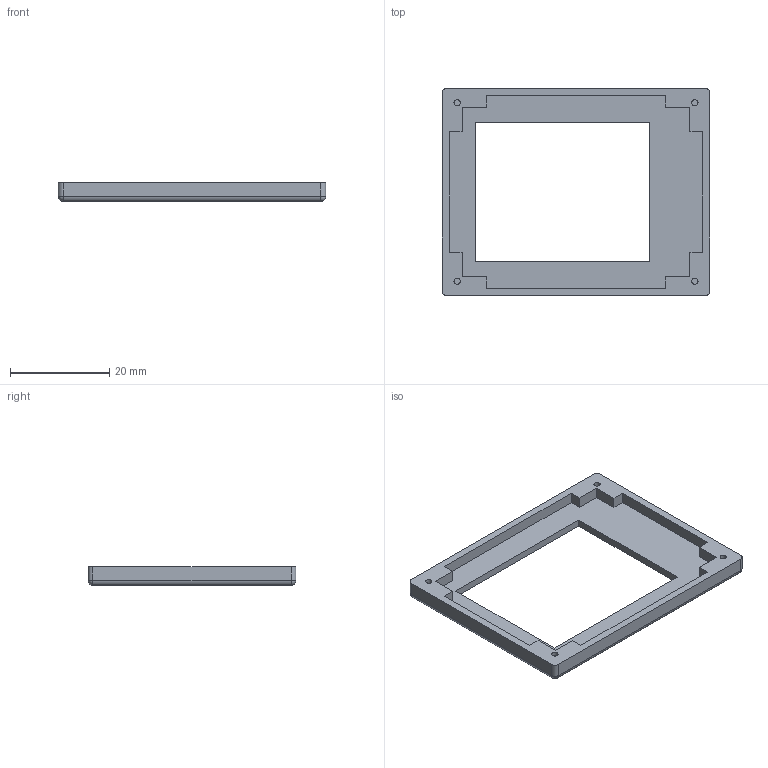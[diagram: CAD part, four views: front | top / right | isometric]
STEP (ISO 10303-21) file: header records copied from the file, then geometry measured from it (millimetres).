
FILE_DESCRIPTION (( 'STEP AP214' ), '1' );
FILE_NAME ('top.STEP', '2026-01-21T16:32:14', ( '' ), ( '' ), 'SwSTEP 2.0', 'SolidWorks 2023', '' );
FILE_SCHEMA (( 'AUTOMOTIVE_DESIGN' ));
Length unit declared in the file: millimetre
Products named in the file (1): top
Bounding box: 53.97 x 41.97 x 3.8 mm (x, y, z)
Volume: 2771.9 mm3; surface area: 3837.6 mm2
Topology: 1 solids, 1 shells, 55 faces, 136 edges, 84 vertices
Faces by surface type: plane 35, cylinder 16, sphere 4
Entity records: 1609 total; most frequent: DIRECTION 276, CARTESIAN_POINT 272, ORIENTED_EDGE 264, EDGE_CURVE 132, VECTOR 100, LINE 100, AXIS2_PLACEMENT_3D 88, VERTEX_POINT 84
